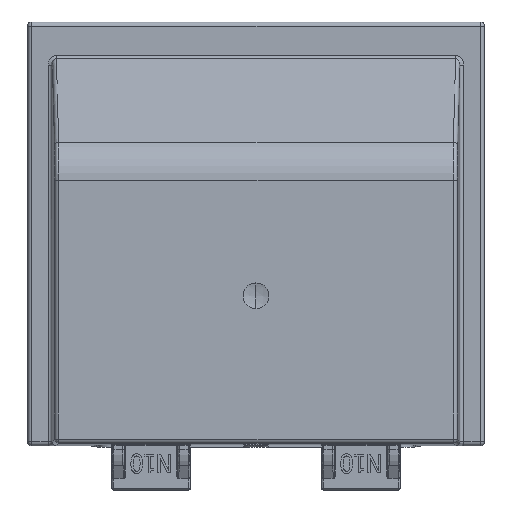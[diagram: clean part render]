
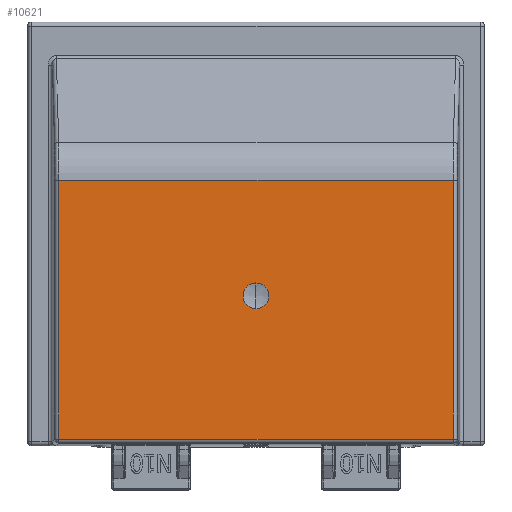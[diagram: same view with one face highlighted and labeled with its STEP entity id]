
A CAD part, front view. The second image highlights one B-rep face of the part: STEP entity #10621.
In plain terms, the highlighted planar face has unit normal (0, -1, 0).
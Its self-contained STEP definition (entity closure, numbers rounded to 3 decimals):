
#54 = ORIENTED_EDGE ( 'NONE', *, *, #4306, .T. ) ;
#135 = AXIS2_PLACEMENT_3D ( 'NONE', #7131, #9214, #3030 ) ;
#325 = EDGE_LOOP ( 'NONE', ( #11970, #54, #12500, #11107 ) ) ;
#489 = VERTEX_POINT ( 'NONE', #1731 ) ;
#806 = ORIENTED_EDGE ( 'NONE', *, *, #9293, .T. ) ;
#926 = LINE ( 'NONE', #5810, #4366 ) ;
#1067 = CARTESIAN_POINT ( 'NONE',  ( 0., -19.8, 36.5 ) ) ;
#1083 = FACE_BOUND ( 'NONE', #5214, .T. ) ;
#1093 = LINE ( 'NONE', #6061, #11808 ) ;
#1120 = VERTEX_POINT ( 'NONE', #7173 ) ;
#1335 = EDGE_CURVE ( 'NONE', #489, #11821, #12477, .T. ) ;
#1613 = CARTESIAN_POINT ( 'NONE',  ( -47.887, -19.8, 64.59 ) ) ;
#1731 = CARTESIAN_POINT ( 'NONE',  ( -47.887, -19.8, 1.674 ) ) ;
#1981 = PLANE ( 'NONE',  #135 ) ;
#2121 = DIRECTION ( 'NONE',  ( -1., 0., 0. ) ) ;
#2418 = EDGE_CURVE ( 'NONE', #2607, #489, #926, .T. ) ;
#2548 = CARTESIAN_POINT ( 'NONE',  ( -55.5, -19.8, 1.674 ) ) ;
#2552 = CIRCLE ( 'NONE', #9084, 3.122 ) ;
#2584 = ORIENTED_EDGE ( 'NONE', *, *, #4411, .T. ) ;
#2607 = VERTEX_POINT ( 'NONE', #1613 ) ;
#3030 = DIRECTION ( 'NONE',  ( -1., 0., 0. ) ) ;
#4008 = VECTOR ( 'NONE', #11633, 1000. ) ;
#4306 = EDGE_CURVE ( 'NONE', #11821, #7837, #1093, .T. ) ;
#4366 = VECTOR ( 'NONE', #12057, 1000. ) ;
#4411 = EDGE_CURVE ( 'NONE', #9845, #1120, #8702, .T. ) ;
#4418 = CARTESIAN_POINT ( 'NONE',  ( -55.5, -19.8, 64.59 ) ) ;
#4957 = CARTESIAN_POINT ( 'NONE',  ( 0., -19.8, 36.5 ) ) ;
#5086 = DIRECTION ( 'NONE',  ( 0., 0., 1. ) ) ;
#5214 = EDGE_LOOP ( 'NONE', ( #2584, #806 ) ) ;
#5810 = CARTESIAN_POINT ( 'NONE',  ( -47.887, -19.8, 103. ) ) ;
#5937 = VECTOR ( 'NONE', #9780, 1000. ) ;
#5993 = DIRECTION ( 'NONE',  ( -1., 0., 0. ) ) ;
#6061 = CARTESIAN_POINT ( 'NONE',  ( 47.887, -19.8, 103. ) ) ;
#7032 = LINE ( 'NONE', #4418, #4008 ) ;
#7131 = CARTESIAN_POINT ( 'NONE',  ( -55.5, -19.8, 103. ) ) ;
#7173 = CARTESIAN_POINT ( 'NONE',  ( 0., -19.8, 39.622 ) ) ;
#7311 = CARTESIAN_POINT ( 'NONE',  ( 0., -19.8, 33.378 ) ) ;
#7837 = VERTEX_POINT ( 'NONE', #9938 ) ;
#8165 = AXIS2_PLACEMENT_3D ( 'NONE', #1067, #8318, #2121 ) ;
#8318 = DIRECTION ( 'NONE',  ( 0., 1., 0. ) ) ;
#8702 = CIRCLE ( 'NONE', #8165, 3.122 ) ;
#9084 = AXIS2_PLACEMENT_3D ( 'NONE', #4957, #12205, #5993 ) ;
#9214 = DIRECTION ( 'NONE',  ( 0., 1., 0. ) ) ;
#9293 = EDGE_CURVE ( 'NONE', #1120, #9845, #2552, .T. ) ;
#9681 = FACE_OUTER_BOUND ( 'NONE', #325, .T. ) ;
#9780 = DIRECTION ( 'NONE',  ( 1., 0., 0. ) ) ;
#9845 = VERTEX_POINT ( 'NONE', #7311 ) ;
#9938 = CARTESIAN_POINT ( 'NONE',  ( 47.887, -19.8, 64.59 ) ) ;
#10152 = CARTESIAN_POINT ( 'NONE',  ( 47.887, -19.8, 1.674 ) ) ;
#10621 = ADVANCED_FACE ( 'NONE', ( #1083, #9681 ), #1981, .F. ) ;
#11107 = ORIENTED_EDGE ( 'NONE', *, *, #2418, .T. ) ;
#11633 = DIRECTION ( 'NONE',  ( -1., 0., 0. ) ) ;
#11808 = VECTOR ( 'NONE', #5086, 1000. ) ;
#11821 = VERTEX_POINT ( 'NONE', #10152 ) ;
#11958 = EDGE_CURVE ( 'NONE', #7837, #2607, #7032, .T. ) ;
#11970 = ORIENTED_EDGE ( 'NONE', *, *, #1335, .T. ) ;
#12057 = DIRECTION ( 'NONE',  ( 0., 0., -1. ) ) ;
#12205 = DIRECTION ( 'NONE',  ( 0., 1., 0. ) ) ;
#12477 = LINE ( 'NONE', #2548, #5937 ) ;
#12500 = ORIENTED_EDGE ( 'NONE', *, *, #11958, .T. ) ;
